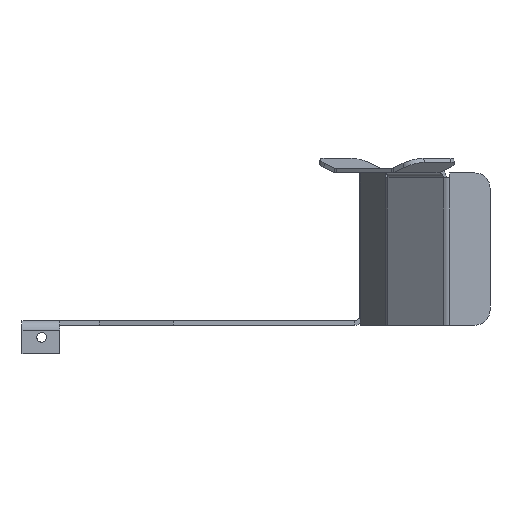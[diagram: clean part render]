
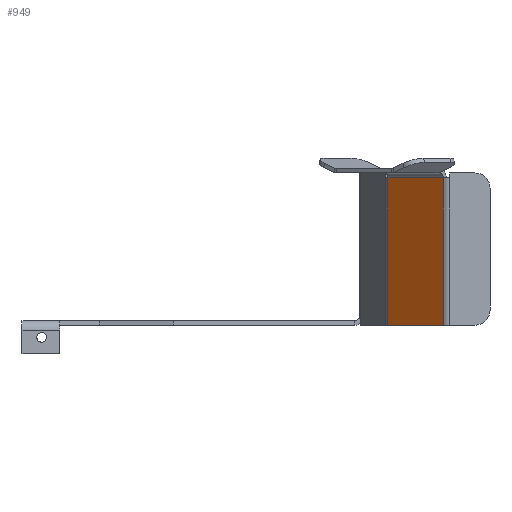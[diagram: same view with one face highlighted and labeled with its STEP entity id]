
A CAD part, left-side view. The second image highlights one B-rep face of the part: STEP entity #949.
In plain terms, the highlighted planar face has unit normal (-0.754, 0.657, 0).
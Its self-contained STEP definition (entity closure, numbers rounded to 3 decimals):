
#179 = PLANE ( 'NONE',  #4890 ) ;
#949 = ADVANCED_FACE ( 'NONE', ( #3568 ), #179, .T. ) ;
#1002 = LINE ( 'NONE', #3569, #4926 ) ;
#1166 = ORIENTED_EDGE ( 'NONE', *, *, #3854, .T. ) ;
#1216 = VECTOR ( 'NONE', #2182, 1000. ) ;
#1288 = EDGE_LOOP ( 'NONE', ( #5266, #3020, #1166, #3878 ) ) ;
#1466 = CARTESIAN_POINT ( 'NONE',  ( -131.448, -55.22, 97.2 ) ) ;
#1896 = CARTESIAN_POINT ( 'NONE',  ( -98.493, -17.434, 100.5 ) ) ;
#2122 = LINE ( 'NONE', #3832, #5481 ) ;
#2182 = DIRECTION ( 'NONE',  ( 0.657, 0.754, 0. ) ) ;
#2519 = VERTEX_POINT ( 'NONE', #1466 ) ;
#2645 = CARTESIAN_POINT ( 'NONE',  ( -98.493, -17.434, 0. ) ) ;
#2730 = DIRECTION ( 'NONE',  ( 0., 0., -1. ) ) ;
#2958 = CARTESIAN_POINT ( 'NONE',  ( -99.554, -18.651, 97.2 ) ) ;
#3020 = ORIENTED_EDGE ( 'NONE', *, *, #3795, .F. ) ;
#3248 = EDGE_CURVE ( 'NONE', #2519, #4745, #1002, .T. ) ;
#3568 = FACE_OUTER_BOUND ( 'NONE', #1288, .T. ) ;
#3569 = CARTESIAN_POINT ( 'NONE',  ( -131.448, -55.22, 100.5 ) ) ;
#3625 = DIRECTION ( 'NONE',  ( -0.754, 0.657, 0. ) ) ;
#3760 = DIRECTION ( 'NONE',  ( -0.657, -0.754, 0. ) ) ;
#3795 = EDGE_CURVE ( 'NONE', #4259, #2519, #2122, .T. ) ;
#3832 = CARTESIAN_POINT ( 'NONE',  ( -99.554, -18.651, 97.2 ) ) ;
#3854 = EDGE_CURVE ( 'NONE', #4259, #5209, #4254, .T. ) ;
#3878 = ORIENTED_EDGE ( 'NONE', *, *, #5156, .F. ) ;
#4056 = CARTESIAN_POINT ( 'NONE',  ( -99.554, -18.651, 100.5 ) ) ;
#4254 = LINE ( 'NONE', #4056, #4392 ) ;
#4259 = VERTEX_POINT ( 'NONE', #2958 ) ;
#4297 = CARTESIAN_POINT ( 'NONE',  ( -131.448, -55.22, 0. ) ) ;
#4392 = VECTOR ( 'NONE', #2730, 1000. ) ;
#4397 = CARTESIAN_POINT ( 'NONE',  ( -99.554, -18.651, 0. ) ) ;
#4551 = DIRECTION ( 'NONE',  ( 0., 0., -1. ) ) ;
#4745 = VERTEX_POINT ( 'NONE', #4297 ) ;
#4820 = LINE ( 'NONE', #2645, #1216 ) ;
#4890 = AXIS2_PLACEMENT_3D ( 'NONE', #1896, #3625, #3760 ) ;
#4926 = VECTOR ( 'NONE', #4551, 1000. ) ;
#5130 = DIRECTION ( 'NONE',  ( -0.657, -0.754, 0. ) ) ;
#5156 = EDGE_CURVE ( 'NONE', #4745, #5209, #4820, .T. ) ;
#5209 = VERTEX_POINT ( 'NONE', #4397 ) ;
#5266 = ORIENTED_EDGE ( 'NONE', *, *, #3248, .F. ) ;
#5481 = VECTOR ( 'NONE', #5130, 1000. ) ;
